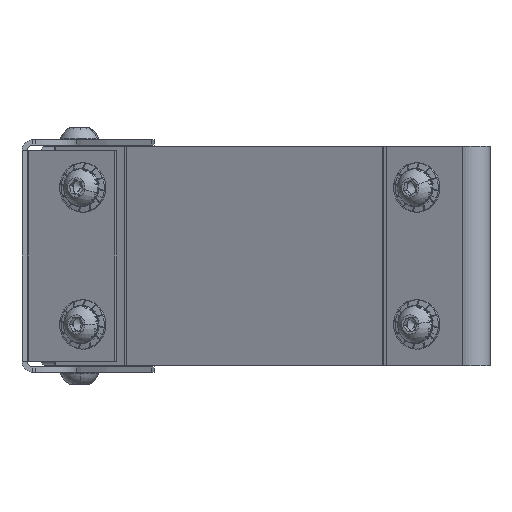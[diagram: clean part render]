
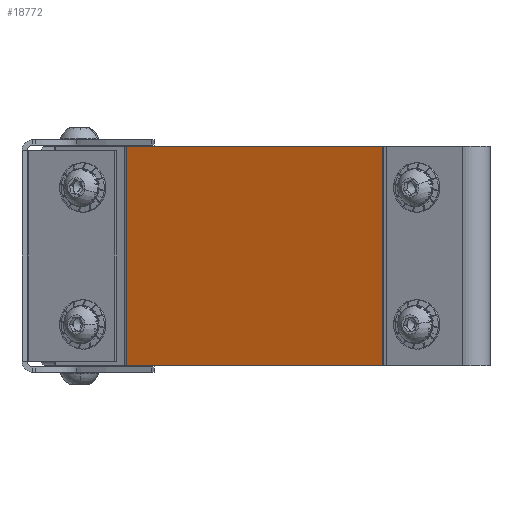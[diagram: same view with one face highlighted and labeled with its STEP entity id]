
A CAD part, left-side view. The second image highlights one B-rep face of the part: STEP entity #18772.
In plain terms, the highlighted planar face has unit normal (-0.906, 0.423, 0).
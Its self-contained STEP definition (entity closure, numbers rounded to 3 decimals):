
#239 = CARTESIAN_POINT ( 'NONE',  ( -59.357, 158.674, 40. ) ) ;
#333 = LINE ( 'NONE', #239, #60068 ) ;
#878 = EDGE_CURVE ( 'NONE', #48011, #48292, #333, .T. ) ;
#7950 = CARTESIAN_POINT ( 'NONE',  ( -59.357, 158.674, -40. ) ) ;
#8762 = AXIS2_PLACEMENT_3D ( 'NONE', #116870, #32328, #31413 ) ;
#9293 = AXIS2_PLACEMENT_3D ( 'NONE', #122441, #58373, #110842 ) ;
#9796 = DIRECTION ( 'NONE',  ( 0.423, 0.906, 0. ) ) ;
#11739 = ORIENTED_EDGE ( 'NONE', *, *, #878, .F. ) ;
#12866 = VECTOR ( 'NONE', #9796, 1000. ) ;
#13531 = CARTESIAN_POINT ( 'NONE',  ( -64.639, 147.345, 25. ) ) ;
#15436 = CARTESIAN_POINT ( 'NONE',  ( -64.639, 147.345, 25. ) ) ;
#16172 = VERTEX_POINT ( 'NONE', #19408 ) ;
#17197 = ORIENTED_EDGE ( 'NONE', *, *, #45839, .T. ) ;
#18772 = ADVANCED_FACE ( 'NONE', ( #78929, #74027, #95603 ), #95969, .F. ) ;
#19408 = CARTESIAN_POINT ( 'NONE',  ( -64.639, 147.345, 20.75 ) ) ;
#22693 = EDGE_LOOP ( 'NONE', ( #31333, #58555, #11739, #102600 ) ) ;
#25021 = EDGE_CURVE ( 'NONE', #137116, #75614, #133117, .T. ) ;
#29374 = LINE ( 'NONE', #7950, #12866 ) ;
#29784 = CARTESIAN_POINT ( 'NONE',  ( -115.142, 39.041, 40. ) ) ;
#31333 = ORIENTED_EDGE ( 'NONE', *, *, #54766, .F. ) ;
#31413 = DIRECTION ( 'NONE',  ( 0., 0., -1. ) ) ;
#31537 = CIRCLE ( 'NONE', #70733, 4.25 ) ;
#32328 = DIRECTION ( 'NONE',  ( 0.906, -0.423, 0. ) ) ;
#34657 = VECTOR ( 'NONE', #92152, 1000. ) ;
#37530 = EDGE_CURVE ( 'NONE', #48292, #131848, #119435, .T. ) ;
#39168 = CARTESIAN_POINT ( 'NONE',  ( -64.639, 147.345, -20.75 ) ) ;
#39680 = CARTESIAN_POINT ( 'NONE',  ( -115.142, 39.041, -40. ) ) ;
#45839 = EDGE_CURVE ( 'NONE', #16172, #74022, #86243, .T. ) ;
#45861 = DIRECTION ( 'NONE',  ( 0.906, -0.423, 0. ) ) ;
#48011 = VERTEX_POINT ( 'NONE', #81102 ) ;
#48292 = VERTEX_POINT ( 'NONE', #116362 ) ;
#52328 = CARTESIAN_POINT ( 'NONE',  ( -64.639, 147.345, -29.25 ) ) ;
#54766 = EDGE_CURVE ( 'NONE', #131848, #94012, #60996, .T. ) ;
#56012 = DIRECTION ( 'NONE',  ( 0., 0., -1. ) ) ;
#58373 = DIRECTION ( 'NONE',  ( 0.906, -0.423, 0. ) ) ;
#58555 = ORIENTED_EDGE ( 'NONE', *, *, #37530, .F. ) ;
#60068 = VECTOR ( 'NONE', #127904, 1000. ) ;
#60996 = LINE ( 'NONE', #76904, #110837 ) ;
#63576 = DIRECTION ( 'NONE',  ( 0.906, -0.423, 0. ) ) ;
#70038 = ORIENTED_EDGE ( 'NONE', *, *, #126812, .T. ) ;
#70733 = AXIS2_PLACEMENT_3D ( 'NONE', #15436, #83185, #105255 ) ;
#74022 = VERTEX_POINT ( 'NONE', #94930 ) ;
#74027 = FACE_BOUND ( 'NONE', #107379, .T. ) ;
#75614 = VERTEX_POINT ( 'NONE', #39168 ) ;
#76904 = CARTESIAN_POINT ( 'NONE',  ( -115.142, 39.041, 40. ) ) ;
#78929 = FACE_BOUND ( 'NONE', #132368, .T. ) ;
#81102 = CARTESIAN_POINT ( 'NONE',  ( -59.357, 158.674, -40. ) ) ;
#83185 = DIRECTION ( 'NONE',  ( 0.906, -0.423, 0. ) ) ;
#86243 = CIRCLE ( 'NONE', #121590, 4.25 ) ;
#89113 = DIRECTION ( 'NONE',  ( 0., 0., -1. ) ) ;
#92152 = DIRECTION ( 'NONE',  ( -0.423, -0.906, 0. ) ) ;
#93502 = EDGE_CURVE ( 'NONE', #94012, #48011, #29374, .T. ) ;
#94012 = VERTEX_POINT ( 'NONE', #39680 ) ;
#94703 = DIRECTION ( 'NONE',  ( 0., 0., -1. ) ) ;
#94930 = CARTESIAN_POINT ( 'NONE',  ( -64.639, 147.345, 29.25 ) ) ;
#95603 = FACE_OUTER_BOUND ( 'NONE', #22693, .T. ) ;
#95969 = PLANE ( 'NONE',  #8762 ) ;
#102600 = ORIENTED_EDGE ( 'NONE', *, *, #93502, .F. ) ;
#102635 = ORIENTED_EDGE ( 'NONE', *, *, #111927, .T. ) ;
#104940 = CARTESIAN_POINT ( 'NONE',  ( -64.639, 147.345, -25. ) ) ;
#105255 = DIRECTION ( 'NONE',  ( 0., 0., -1. ) ) ;
#107379 = EDGE_LOOP ( 'NONE', ( #17197, #102635 ) ) ;
#110837 = VECTOR ( 'NONE', #56012, 1000. ) ;
#110842 = DIRECTION ( 'NONE',  ( 0., 0., -1. ) ) ;
#111927 = EDGE_CURVE ( 'NONE', #74022, #16172, #31537, .T. ) ;
#116362 = CARTESIAN_POINT ( 'NONE',  ( -59.357, 158.674, 40. ) ) ;
#116870 = CARTESIAN_POINT ( 'NONE',  ( -126.975, 13.664, 40. ) ) ;
#117521 = AXIS2_PLACEMENT_3D ( 'NONE', #104940, #63576, #94703 ) ;
#119435 = LINE ( 'NONE', #124637, #34657 ) ;
#121590 = AXIS2_PLACEMENT_3D ( 'NONE', #13531, #45861, #89113 ) ;
#122441 = CARTESIAN_POINT ( 'NONE',  ( -64.639, 147.345, -25. ) ) ;
#124637 = CARTESIAN_POINT ( 'NONE',  ( -59.357, 158.674, 40. ) ) ;
#126812 = EDGE_CURVE ( 'NONE', #75614, #137116, #127488, .T. ) ;
#127488 = CIRCLE ( 'NONE', #9293, 4.25 ) ;
#127904 = DIRECTION ( 'NONE',  ( 0., 0., 1. ) ) ;
#131848 = VERTEX_POINT ( 'NONE', #29784 ) ;
#132368 = EDGE_LOOP ( 'NONE', ( #134930, #70038 ) ) ;
#133117 = CIRCLE ( 'NONE', #117521, 4.25 ) ;
#134930 = ORIENTED_EDGE ( 'NONE', *, *, #25021, .T. ) ;
#137116 = VERTEX_POINT ( 'NONE', #52328 ) ;
